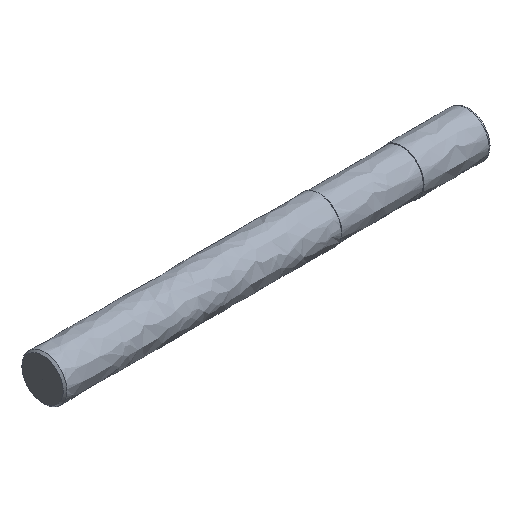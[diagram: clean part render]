
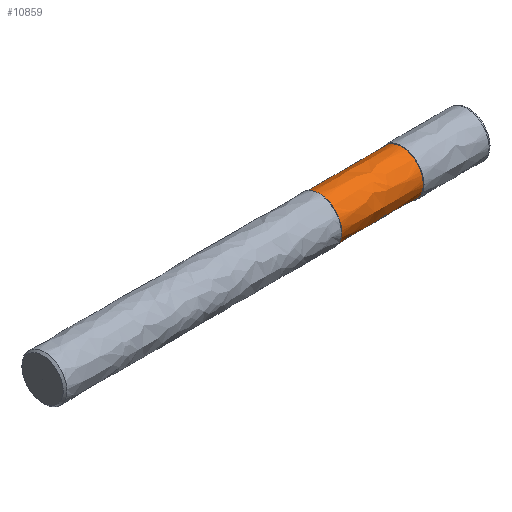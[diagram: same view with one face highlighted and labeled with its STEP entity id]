
A CAD part, isometric view. The second image highlights one B-rep face of the part: STEP entity #10859.
In plain terms, the highlighted free-form (B-spline) face has degree [5, 3] with [6, 4] control points.
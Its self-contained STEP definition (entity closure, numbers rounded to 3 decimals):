
#10765 = CARTESIAN_POINT ('', (-9., 2.9, 0.));
#10766 = VERTEX_POINT ('', #10765);
#10774 = CARTESIAN_POINT ('', (-9., 2.9, 0.));
#10775 = CARTESIAN_POINT ('', (-9., 2.9, -11.6));
#10776 = CARTESIAN_POINT ('', (-9., -8.7, -5.8));
#10777 = CARTESIAN_POINT ('', (-9., -8.7, 5.8));
#10778 = CARTESIAN_POINT ('', (-9., 2.9, 11.6));
#10779 = CARTESIAN_POINT ('', (-9., 2.9, 0.));
#10780 = (
   BOUNDED_CURVE ()
   B_SPLINE_CURVE (5, (#10774, #10775, #10776, #10777, #10778, #10779), .UNSPECIFIED., .T., .U.)
   B_SPLINE_CURVE_WITH_KNOTS ((6, 6), (0., 1.), .UNSPECIFIED.)
   CURVE ()
   GEOMETRIC_REPRESENTATION_ITEM ()
   RATIONAL_B_SPLINE_CURVE ((5., 1., 1., 1., 1., 5.))
   REPRESENTATION_ITEM ('')
);
#10781 = EDGE_CURVE ('', #10766, #10766, #10780, .T.);
#10812 = ORIENTED_EDGE ('', *, *, #10781, .T.);
#10813 = CARTESIAN_POINT ('', (-20., 2.9, 0.));
#10814 = VERTEX_POINT ('', #10813);
#10815 = CARTESIAN_POINT ('', (-20., 2.9, 0.));
#10816 = CARTESIAN_POINT ('', (-16.333, 2.9, 0.));
#10817 = CARTESIAN_POINT ('', (-12.667, 2.9, 0.));
#10818 = CARTESIAN_POINT ('', (-9., 2.9, 0.));
#10819 = B_SPLINE_CURVE_WITH_KNOTS ('', 3, (#10815, #10816, #10817, #10818), .UNSPECIFIED., .F., .U., (4, 4), (0., 1.), .UNSPECIFIED.);
#10820 = EDGE_CURVE ('', #10814, #10766, #10819, .T.);
#10821 = ORIENTED_EDGE ('', *, *, #10820, .F.);
#10822 = CARTESIAN_POINT ('', (-20., 2.9, 0.));
#10823 = CARTESIAN_POINT ('', (-20., 2.9, -11.6));
#10824 = CARTESIAN_POINT ('', (-20., -8.7, -5.8));
#10825 = CARTESIAN_POINT ('', (-20., -8.7, 5.8));
#10826 = CARTESIAN_POINT ('', (-20., 2.9, 11.6));
#10827 = CARTESIAN_POINT ('', (-20., 2.9, 0.));
#10828 = (
   BOUNDED_CURVE ()
   B_SPLINE_CURVE (5, (#10822, #10823, #10824, #10825, #10826, #10827), .UNSPECIFIED., .T., .U.)
   B_SPLINE_CURVE_WITH_KNOTS ((6, 6), (0., 1.), .UNSPECIFIED.)
   CURVE ()
   GEOMETRIC_REPRESENTATION_ITEM ()
   RATIONAL_B_SPLINE_CURVE ((5., 1., 1., 1., 1., 5.))
   REPRESENTATION_ITEM ('')
);
#10829 = EDGE_CURVE ('', #10814, #10814, #10828, .T.);
#10830 = ORIENTED_EDGE ('', *, *, #10829, .F.);
#10831 = ORIENTED_EDGE ('', *, *, #10820, .T.);
#10832 = EDGE_LOOP ('', (#10812, #10821, #10830, #10831));
#10833 = FACE_OUTER_BOUND ('', #10832, .T.);
#10834 = CARTESIAN_POINT ('', (-20., 2.9, 0.));
#10835 = CARTESIAN_POINT ('', (-16.333, 2.9, 0.));
#10836 = CARTESIAN_POINT ('', (-12.667, 2.9, 0.));
#10837 = CARTESIAN_POINT ('', (-9., 2.9, 0.));
#10838 = CARTESIAN_POINT ('', (-20., 2.9, 11.6));
#10839 = CARTESIAN_POINT ('', (-16.333, 2.9, 11.6));
#10840 = CARTESIAN_POINT ('', (-12.667, 2.9, 11.6));
#10841 = CARTESIAN_POINT ('', (-9., 2.9, 11.6));
#10842 = CARTESIAN_POINT ('', (-20., -8.7, 5.8));
#10843 = CARTESIAN_POINT ('', (-16.333, -8.7, 5.8));
#10844 = CARTESIAN_POINT ('', (-12.667, -8.7, 5.8));
#10845 = CARTESIAN_POINT ('', (-9., -8.7, 5.8));
#10846 = CARTESIAN_POINT ('', (-20., -8.7, -5.8));
#10847 = CARTESIAN_POINT ('', (-16.333, -8.7, -5.8));
#10848 = CARTESIAN_POINT ('', (-12.667, -8.7, -5.8));
#10849 = CARTESIAN_POINT ('', (-9., -8.7, -5.8));
#10850 = CARTESIAN_POINT ('', (-20., 2.9, -11.6));
#10851 = CARTESIAN_POINT ('', (-16.333, 2.9, -11.6));
#10852 = CARTESIAN_POINT ('', (-12.667, 2.9, -11.6));
#10853 = CARTESIAN_POINT ('', (-9., 2.9, -11.6));
#10854 = CARTESIAN_POINT ('', (-20., 2.9, 0.));
#10855 = CARTESIAN_POINT ('', (-16.333, 2.9, 0.));
#10856 = CARTESIAN_POINT ('', (-12.667, 2.9, 0.));
#10857 = CARTESIAN_POINT ('', (-9., 2.9, 0.));
#10858 = (
   BOUNDED_SURFACE ()
   B_SPLINE_SURFACE (5, 3, ((#10834, #10835, #10836, #10837), (#10838, #10839, #10840, #10841), (#10842, #10843, #10844, #10845), (#10846, #10847, #10848, #10849), (#10850, #10851, #10852, #10853), (#10854, #10855, #10856, #10857)), .UNSPECIFIED., .T., .F., .U.)
   B_SPLINE_SURFACE_WITH_KNOTS ((6, 6), (4, 4), (0., 1.), (0., 1.), .UNSPECIFIED.)
   SURFACE ()
   GEOMETRIC_REPRESENTATION_ITEM ()
   RATIONAL_B_SPLINE_SURFACE (((5., 5., 5., 5.), (1., 1., 1., 1.), (1., 1., 1., 1.), (1., 1., 1., 1.), (1., 1., 1., 1.), (5., 5., 5., 5.)))
   REPRESENTATION_ITEM ('')
);
#10859 = ADVANCED_FACE ('', (#10833), #10858, .T.);
